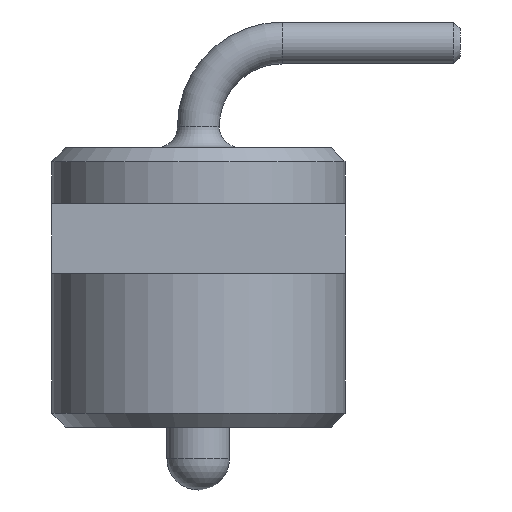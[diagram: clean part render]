
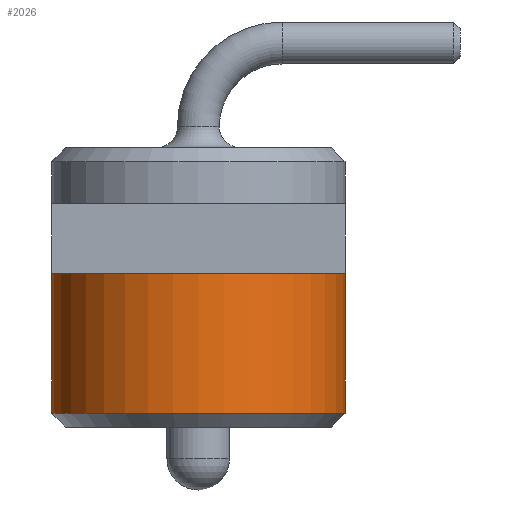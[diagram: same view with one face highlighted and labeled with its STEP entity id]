
A CAD part, left-side view. The second image highlights one B-rep face of the part: STEP entity #2026.
In plain terms, the highlighted cylindrical face has radius 2.1 mm (diameter 4.2 mm), a partial arc.
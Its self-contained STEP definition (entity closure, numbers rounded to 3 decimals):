
#176=FACE_OUTER_BOUND('',#301,.T.);
#301=EDGE_LOOP('',(#1322,#1323,#1324,#1325,#1326));
#457=CIRCLE('',#2182,2.1);
#458=CIRCLE('',#2183,2.1);
#459=CIRCLE('',#2184,2.1);
#587=LINE('',#3060,#710);
#595=LINE('',#3076,#718);
#710=VECTOR('',#2446,1000.);
#718=VECTOR('',#2458,1000.);
#841=VERTEX_POINT('',#3057);
#842=VERTEX_POINT('',#3059);
#847=VERTEX_POINT('',#3073);
#848=VERTEX_POINT('',#3075);
#849=VERTEX_POINT('',#3077);
#1028=EDGE_CURVE('',#842,#841,#587,.T.);
#1036=EDGE_CURVE('',#841,#847,#457,.T.);
#1037=EDGE_CURVE('',#848,#847,#595,.T.);
#1038=EDGE_CURVE('',#849,#848,#458,.T.);
#1039=EDGE_CURVE('',#842,#849,#459,.T.);
#1322=ORIENTED_EDGE('',*,*,#1028,.T.);
#1323=ORIENTED_EDGE('',*,*,#1036,.T.);
#1324=ORIENTED_EDGE('',*,*,#1037,.F.);
#1325=ORIENTED_EDGE('',*,*,#1038,.F.);
#1326=ORIENTED_EDGE('',*,*,#1039,.F.);
#1864=CYLINDRICAL_SURFACE('',#2181,2.1);
#2026=ADVANCED_FACE('',(#176),#1864,.T.);
#2181=AXIS2_PLACEMENT_3D('',#3072,#2454,#2455);
#2182=AXIS2_PLACEMENT_3D('',#3074,#2456,#2457);
#2183=AXIS2_PLACEMENT_3D('',#3078,#2459,#2460);
#2184=AXIS2_PLACEMENT_3D('',#3079,#2461,#2462);
#2446=DIRECTION('',(0.,0.,-1.));
#2454=DIRECTION('center_axis',(0.,0.,
-1.));
#2455=DIRECTION('ref_axis',(0.,-1.,0.));
#2456=DIRECTION('center_axis',(0.,0.,
1.));
#2457=DIRECTION('ref_axis',(0.,-1.,0.));
#2458=DIRECTION('',(0.,0.,-1.));
#2459=DIRECTION('center_axis',(0.,0.,
1.));
#2460=DIRECTION('ref_axis',(0.,-1.,0.));
#2461=DIRECTION('center_axis',(0.,0.,
1.));
#2462=DIRECTION('ref_axis',(0.,-1.,0.));
#3057=CARTESIAN_POINT('',(-8.3,4.1,-5.3));
#3059=CARTESIAN_POINT('',(-8.3,4.1,-3.3));
#3060=CARTESIAN_POINT('',(-8.3,4.1,-1.5));
#3072=CARTESIAN_POINT('Origin',(-8.3,2.,-1.5));
#3073=CARTESIAN_POINT('',(-8.3,-0.1,-5.3));
#3074=CARTESIAN_POINT('Origin',(-8.3,2.,-5.3));
#3075=CARTESIAN_POINT('',(-8.3,-0.1,-3.3));
#3076=CARTESIAN_POINT('',(-8.3,-0.1,-1.5));
#3077=CARTESIAN_POINT('',(-10.4,2.,-3.3));
#3078=CARTESIAN_POINT('Origin',(-8.3,2.,-3.3));
#3079=CARTESIAN_POINT('Origin',(-8.3,2.,-3.3));
